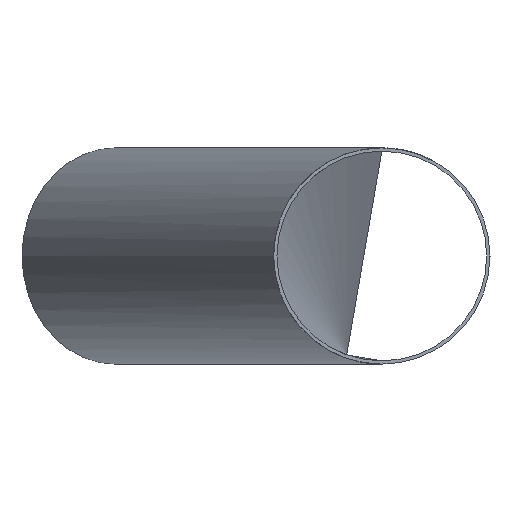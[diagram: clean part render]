
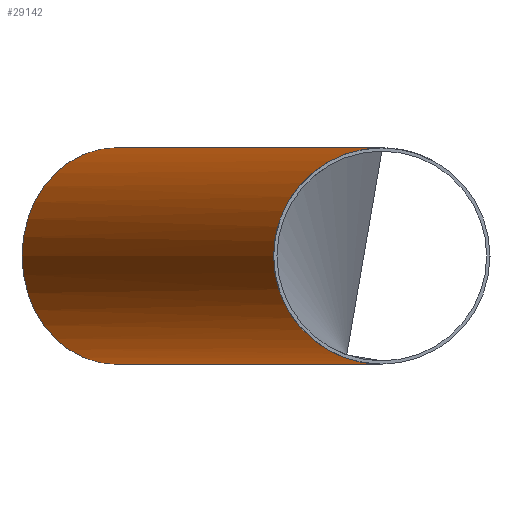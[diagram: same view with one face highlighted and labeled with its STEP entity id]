
A CAD part, left-side view. The second image highlights one B-rep face of the part: STEP entity #29142.
In plain terms, the highlighted cylindrical face has radius 84.15 mm (diameter 168.3 mm), a full revolution.
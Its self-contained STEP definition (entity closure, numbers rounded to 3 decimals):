
#697 = CYLINDRICAL_SURFACE ( 'NONE', #21957, 84.15 ) ;
#1584 = EDGE_LOOP ( 'NONE', ( #23440 ) ) ;
#5705 = CARTESIAN_POINT ( 'NONE',  ( 170.953, 279.902, 0. ) ) ;
#6145 = VERTEX_POINT ( 'NONE', #15219 ) ;
#6464 = CARTESIAN_POINT ( 'NONE',  ( 482.552, 168.3, 84.15 ) ) ;
#7062 =( BOUNDED_CURVE ( )  B_SPLINE_CURVE ( 3, ( #27576, #17954, #6464, #22754 ),
 .UNSPECIFIED., .F., .T. ) 
 B_SPLINE_CURVE_WITH_KNOTS ( ( 4, 4 ),
 ( 1.571, 4.712 ),
 .UNSPECIFIED. ) 
 CURVE ( )  GEOMETRIC_REPRESENTATION_ITEM ( )  RATIONAL_B_SPLINE_CURVE ( ( 1., 0.333, 0.333, 1. ) ) 
 REPRESENTATION_ITEM ( '' )  );
#7447 = CARTESIAN_POINT ( 'NONE',  ( -145.552, 0., -84.15 ) ) ;
#8388 = EDGE_CURVE ( 'NONE', #24359, #24359, #19325, .T. ) ;
#9114 = DIRECTION ( 'NONE',  ( 0.866, 0.5, 0. ) ) ;
#9392 = FACE_OUTER_BOUND ( 'NONE', #9771, .T. ) ;
#9771 = EDGE_LOOP ( 'NONE', ( #23725, #24745 ) ) ;
#11063 = CARTESIAN_POINT ( 'NONE',  ( 213.028, 207.026, 0. ) ) ;
#12587 = DIRECTION ( 'NONE',  ( 0.866, 0.5, 0. ) ) ;
#12983 = AXIS2_PLACEMENT_3D ( 'NONE', #24215, #12587, #19608 ) ;
#13819 = DIRECTION ( 'NONE',  ( -0.5, 0.866, 0. ) ) ;
#15219 = CARTESIAN_POINT ( 'NONE',  ( -145.552, 0., 84.15 ) ) ;
#16350 =( BOUNDED_CURVE ( )  B_SPLINE_CURVE ( 3, ( #21098, #21394, #18737, #7447 ),
 .UNSPECIFIED., .F., .T. ) 
 B_SPLINE_CURVE_WITH_KNOTS ( ( 4, 4 ),
 ( 4.712, 7.854 ),
 .UNSPECIFIED. ) 
 CURVE ( )  GEOMETRIC_REPRESENTATION_ITEM ( )  RATIONAL_B_SPLINE_CURVE ( ( 1., 0.333, 0.333, 1. ) ) 
 REPRESENTATION_ITEM ( '' )  );
#17954 = CARTESIAN_POINT ( 'NONE',  ( 482.552, 168.3, -84.15 ) ) ;
#18737 = CARTESIAN_POINT ( 'NONE',  ( -190.648, 168.3, -84.15 ) ) ;
#19325 = CIRCLE ( 'NONE', #12983, 84.15 ) ;
#19608 = DIRECTION ( 'NONE',  ( -0.5, 0.866, 0. ) ) ;
#19700 = CARTESIAN_POINT ( 'NONE',  ( -145.552, 0., -84.15 ) ) ;
#20677 = EDGE_CURVE ( 'NONE', #22489, #6145, #7062, .T. ) ;
#21098 = CARTESIAN_POINT ( 'NONE',  ( -145.552, 0., 84.15 ) ) ;
#21394 = CARTESIAN_POINT ( 'NONE',  ( -190.648, 168.3, 84.15 ) ) ;
#21957 = AXIS2_PLACEMENT_3D ( 'NONE', #11063, #9114, #13819 ) ;
#22489 = VERTEX_POINT ( 'NONE', #19700 ) ;
#22754 = CARTESIAN_POINT ( 'NONE',  ( -145.552, 0., 84.15 ) ) ;
#23440 = ORIENTED_EDGE ( 'NONE', *, *, #8388, .F. ) ;
#23725 = ORIENTED_EDGE ( 'NONE', *, *, #20677, .F. ) ;
#24215 = CARTESIAN_POINT ( 'NONE',  ( 213.028, 207.026, 0. ) ) ;
#24359 = VERTEX_POINT ( 'NONE', #5705 ) ;
#24535 = EDGE_CURVE ( 'NONE', #6145, #22489, #16350, .T. ) ;
#24745 = ORIENTED_EDGE ( 'NONE', *, *, #24535, .F. ) ;
#27288 = FACE_OUTER_BOUND ( 'NONE', #1584, .T. ) ;
#27576 = CARTESIAN_POINT ( 'NONE',  ( -145.552, 0., -84.15 ) ) ;
#29142 = ADVANCED_FACE ( 'NONE', ( #9392, #27288 ), #697, .T. ) ;
